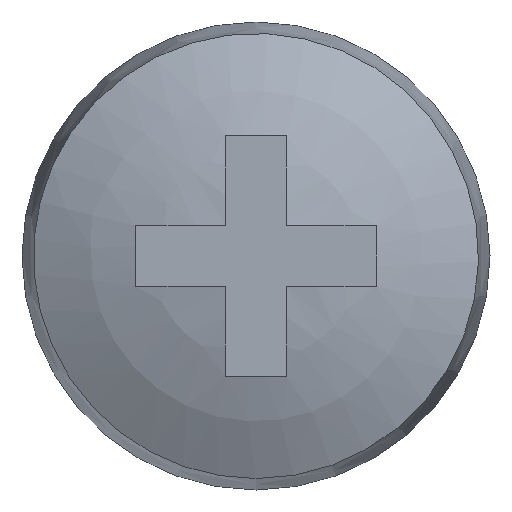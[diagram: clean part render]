
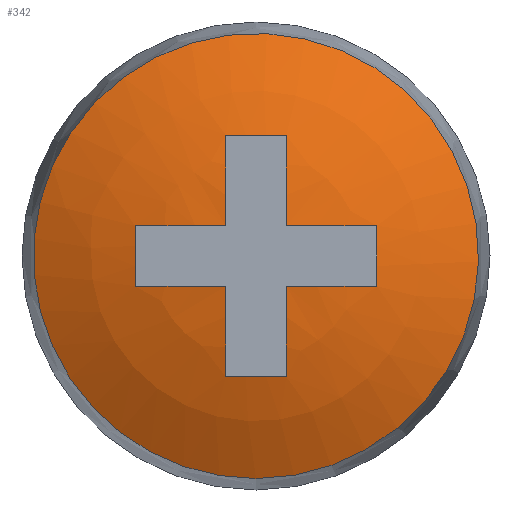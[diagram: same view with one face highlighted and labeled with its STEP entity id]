
A CAD part, left-side view. The second image highlights one B-rep face of the part: STEP entity #342.
In plain terms, the highlighted spherical face has radius 6 mm.
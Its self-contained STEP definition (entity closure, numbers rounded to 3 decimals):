
#68=SPHERICAL_SURFACE('',#385,6.);
#101=ORIENTED_EDGE('',*,*,#182,.F.);
#102=ORIENTED_EDGE('',*,*,#183,.T.);
#103=ORIENTED_EDGE('',*,*,#184,.T.);
#104=ORIENTED_EDGE('',*,*,#185,.F.);
#105=ORIENTED_EDGE('',*,*,#186,.F.);
#106=ORIENTED_EDGE('',*,*,#187,.T.);
#107=ORIENTED_EDGE('',*,*,#188,.F.);
#108=ORIENTED_EDGE('',*,*,#189,.F.);
#109=ORIENTED_EDGE('',*,*,#190,.F.);
#110=ORIENTED_EDGE('',*,*,#191,.F.);
#111=ORIENTED_EDGE('',*,*,#192,.T.);
#112=ORIENTED_EDGE('',*,*,#193,.F.);
#113=ORIENTED_EDGE('',*,*,#181,.F.);
#181=EDGE_CURVE('',#225,#225,#257,.T.);
#182=EDGE_CURVE('',#226,#227,#258,.T.);
#183=EDGE_CURVE('',#226,#228,#259,.T.);
#184=EDGE_CURVE('',#228,#229,#260,.T.);
#185=EDGE_CURVE('',#230,#229,#261,.T.);
#186=EDGE_CURVE('',#231,#230,#262,.T.);
#187=EDGE_CURVE('',#231,#232,#263,.T.);
#188=EDGE_CURVE('',#233,#232,#264,.T.);
#189=EDGE_CURVE('',#234,#233,#265,.T.);
#190=EDGE_CURVE('',#235,#234,#266,.T.);
#191=EDGE_CURVE('',#236,#235,#267,.T.);
#192=EDGE_CURVE('',#236,#237,#268,.T.);
#193=EDGE_CURVE('',#227,#237,#269,.T.);
#225=VERTEX_POINT('',#545);
#226=VERTEX_POINT('',#548);
#227=VERTEX_POINT('',#549);
#228=VERTEX_POINT('',#551);
#229=VERTEX_POINT('',#553);
#230=VERTEX_POINT('',#555);
#231=VERTEX_POINT('',#557);
#232=VERTEX_POINT('',#559);
#233=VERTEX_POINT('',#561);
#234=VERTEX_POINT('',#563);
#235=VERTEX_POINT('',#565);
#236=VERTEX_POINT('',#567);
#237=VERTEX_POINT('',#569);
#257=CIRCLE('',#384,2.853);
#258=CIRCLE('',#386,5.796);
#259=CIRCLE('',#387,5.987);
#260=CIRCLE('',#388,5.987);
#261=CIRCLE('',#389,5.796);
#262=CIRCLE('',#390,5.987);
#263=CIRCLE('',#391,5.987);
#264=CIRCLE('',#392,5.796);
#265=CIRCLE('',#393,5.987);
#266=CIRCLE('',#394,5.987);
#267=CIRCLE('',#395,5.796);
#268=CIRCLE('',#396,5.987);
#269=CIRCLE('',#397,5.987);
#285=EDGE_LOOP('',(#101,#102,#103,#104,#105,#106,#107,#108,#109,#110,#111,
#112));
#286=EDGE_LOOP('',(#113));
#315=FACE_BOUND('',#285,.T.);
#316=FACE_BOUND('',#286,.T.);
#342=ADVANCED_FACE('',(#315,#316),#68,.T.);
#384=AXIS2_PLACEMENT_3D('',#544,#443,#444);
#385=AXIS2_PLACEMENT_3D('',#546,#445,#446);
#386=AXIS2_PLACEMENT_3D('',#547,#447,#448);
#387=AXIS2_PLACEMENT_3D('',#550,#449,#450);
#388=AXIS2_PLACEMENT_3D('',#552,#451,#452);
#389=AXIS2_PLACEMENT_3D('',#554,#453,#454);
#390=AXIS2_PLACEMENT_3D('',#556,#455,#456);
#391=AXIS2_PLACEMENT_3D('',#558,#457,#458);
#392=AXIS2_PLACEMENT_3D('',#560,#459,#460);
#393=AXIS2_PLACEMENT_3D('',#562,#461,#462);
#394=AXIS2_PLACEMENT_3D('',#564,#463,#464);
#395=AXIS2_PLACEMENT_3D('',#566,#465,#466);
#396=AXIS2_PLACEMENT_3D('',#568,#467,#468);
#397=AXIS2_PLACEMENT_3D('',#570,#469,#470);
#443=DIRECTION('',(1.,0.,0.));
#444=DIRECTION('',(0.,0.,-1.));
#445=DIRECTION('',(1.,0.,0.));
#446=DIRECTION('',(0.,1.,0.));
#447=DIRECTION('',(0.,-1.,0.));
#448=DIRECTION('',(0.,0.,-1.));
#449=DIRECTION('',(0.,0.,1.));
#450=DIRECTION('',(1.,0.,0.));
#451=DIRECTION('',(0.,1.,0.));
#452=DIRECTION('',(0.,0.,1.));
#453=DIRECTION('',(0.,0.,-1.));
#454=DIRECTION('',(-1.,0.,0.));
#455=DIRECTION('',(0.,1.,0.));
#456=DIRECTION('',(0.,0.,1.));
#457=DIRECTION('',(0.,0.,1.));
#458=DIRECTION('',(1.,0.,0.));
#459=DIRECTION('',(0.,1.,0.));
#460=DIRECTION('',(0.,0.,1.));
#461=DIRECTION('',(0.,0.,1.));
#462=DIRECTION('',(1.,0.,0.));
#463=DIRECTION('',(0.,1.,0.));
#464=DIRECTION('',(0.,0.,1.));
#465=DIRECTION('',(0.,0.,1.));
#466=DIRECTION('',(1.,0.,0.));
#467=DIRECTION('',(0.,1.,0.));
#468=DIRECTION('',(0.,0.,1.));
#469=DIRECTION('',(0.,0.,1.));
#470=DIRECTION('',(1.,0.,0.));
#544=CARTESIAN_POINT('',(-1.678,0.,0.));
#545=CARTESIAN_POINT('',(-1.678,0.,-2.853));
#546=CARTESIAN_POINT('',(3.6,0.,0.));
#547=CARTESIAN_POINT('',(3.6,1.55,0.));
#548=CARTESIAN_POINT('',(-2.183,1.55,0.388));
#549=CARTESIAN_POINT('',(-2.183,1.55,-0.388));
#550=CARTESIAN_POINT('',(3.6,0.,0.388));
#551=CARTESIAN_POINT('',(-2.375,0.388,0.388));
#552=CARTESIAN_POINT('',(3.6,0.388,0.));
#553=CARTESIAN_POINT('',(-2.183,0.388,1.55));
#554=CARTESIAN_POINT('',(3.6,0.,1.55));
#555=CARTESIAN_POINT('',(-2.183,-0.388,1.55));
#556=CARTESIAN_POINT('',(3.6,-0.388,0.));
#557=CARTESIAN_POINT('',(-2.375,-0.388,0.388));
#558=CARTESIAN_POINT('',(3.6,0.,0.388));
#559=CARTESIAN_POINT('',(-2.183,-1.55,0.388));
#560=CARTESIAN_POINT('',(3.6,-1.55,0.));
#561=CARTESIAN_POINT('',(-2.183,-1.55,-0.388));
#562=CARTESIAN_POINT('',(3.6,0.,-0.388));
#563=CARTESIAN_POINT('',(-2.375,-0.388,-0.388));
#564=CARTESIAN_POINT('',(3.6,-0.388,0.));
#565=CARTESIAN_POINT('',(-2.183,-0.388,-1.55));
#566=CARTESIAN_POINT('',(3.6,0.,-1.55));
#567=CARTESIAN_POINT('',(-2.183,0.388,-1.55));
#568=CARTESIAN_POINT('',(3.6,0.388,0.));
#569=CARTESIAN_POINT('',(-2.375,0.388,-0.388));
#570=CARTESIAN_POINT('',(3.6,0.,-0.388));
